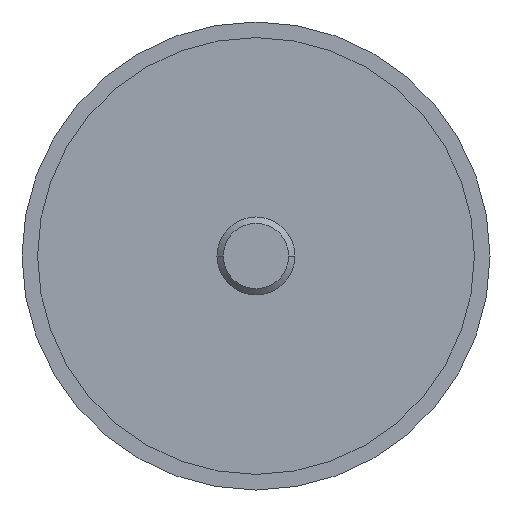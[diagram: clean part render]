
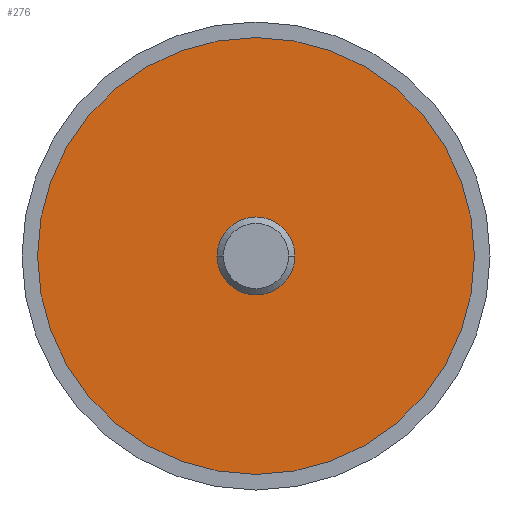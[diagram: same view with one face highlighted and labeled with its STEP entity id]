
A CAD part, front view. The second image highlights one B-rep face of the part: STEP entity #276.
In plain terms, the highlighted planar face has unit normal (0, -1, 0).
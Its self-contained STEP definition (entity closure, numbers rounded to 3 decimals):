
#170=EDGE_CURVE('',#250,#206,#420,.T.);
#198=EDGE_CURVE('',#206,#250,#451,.T.);
#206=VERTEX_POINT('',#459);
#216=EDGE_CURVE('',#278,#232,#472,.T.);
#232=VERTEX_POINT('',#489);
#250=VERTEX_POINT('',#507);
#276=ADVANCED_FACE('',(#538,#539),#540,.T.);
#278=VERTEX_POINT('',#542);
#328=EDGE_CURVE('',#232,#278,#602,.T.);
#420=CIRCLE('',#697,5.0);
#451=CIRCLE('',#740,5.0);
#459=CARTESIAN_POINT('',(-5.0,0.0,0.));
#472=CIRCLE('',#765,28.0);
#489=CARTESIAN_POINT('',(-28.0,0.0,0.));
#507=CARTESIAN_POINT('',(5.0,0.0,0.));
#538=FACE_BOUND('',#849,.T.);
#539=FACE_OUTER_BOUND('',#850,.T.);
#540=PLANE('',#851);
#542=CARTESIAN_POINT('',(28.0,0.0,0.0));
#602=CIRCLE('',#929,28.0);
#697=AXIS2_PLACEMENT_3D('',#1027,#1028,#1029);
#740=AXIS2_PLACEMENT_3D('',#1072,#1073,#1074);
#765=AXIS2_PLACEMENT_3D('',#1103,#1104,#1105);
#849=EDGE_LOOP('',(#1192,#1193));
#850=EDGE_LOOP('',(#1194,#1195));
#851=AXIS2_PLACEMENT_3D('',#1196,#1197,#1198);
#929=AXIS2_PLACEMENT_3D('',#1276,#1277,#1278);
#1027=CARTESIAN_POINT('',(0.0,0.0,0.0));
#1028=DIRECTION('',(-0.0,1.0,0.0));
#1029=DIRECTION('',(1.0,0.0,0.0));
#1072=CARTESIAN_POINT('',(0.0,0.0,0.0));
#1073=DIRECTION('',(-0.0,1.0,0.0));
#1074=DIRECTION('',(1.0,0.0,0.0));
#1103=CARTESIAN_POINT('',(0.0,0.0,0.0));
#1104=DIRECTION('',(0.0,-1.0,0.0));
#1105=DIRECTION('',(1.0,0.0,0.0));
#1192=ORIENTED_EDGE('',*,*,#198,.T.);
#1193=ORIENTED_EDGE('',*,*,#170,.T.);
#1194=ORIENTED_EDGE('',*,*,#216,.T.);
#1195=ORIENTED_EDGE('',*,*,#328,.T.);
#1196=CARTESIAN_POINT('',(0.0,0.0,0.0));
#1197=DIRECTION('',(0.0,-1.0,0.0));
#1198=DIRECTION('',(-1.0,0.0,0.0));
#1276=CARTESIAN_POINT('',(0.0,0.0,0.0));
#1277=DIRECTION('',(0.0,-1.0,0.0));
#1278=DIRECTION('',(1.0,0.0,0.0));
